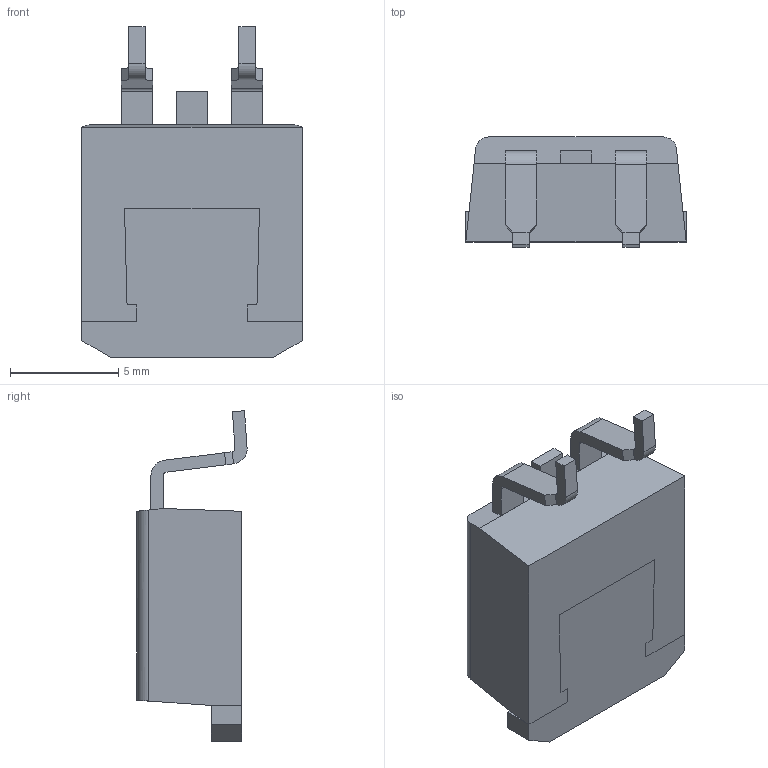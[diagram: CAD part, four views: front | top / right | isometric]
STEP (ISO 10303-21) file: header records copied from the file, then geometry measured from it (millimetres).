
FILE_DESCRIPTION (( 'STEP AP214' ), '1' );
FILE_NAME ('IRF4905STRRPBF.STEP', '2020-07-31T00:28:53', ( '' ), ( '' ), 'SwSTEP 2.0', 'SolidWorks 2017', '' );
FILE_SCHEMA (( 'AUTOMOTIVE_DESIGN' ));
Length unit declared in the file: inch
Products named in the file (1): IRF4905STRRPBF
Bounding box: 10.16 x 5.08 x 15.24 mm (x, y, z)
Volume: 448.7 mm3; surface area: 572.8 mm2
Topology: 5 solids, 5 shells, 80 faces, 197 edges, 128 vertices
Faces by surface type: plane 68, cylinder 12
Entity records: 2405 total; most frequent: CARTESIAN_POINT 418, ORIENTED_EDGE 394, DIRECTION 375, EDGE_CURVE 197, VECTOR 173, LINE 173, VERTEX_POINT 128, AXIS2_PLACEMENT_3D 101
